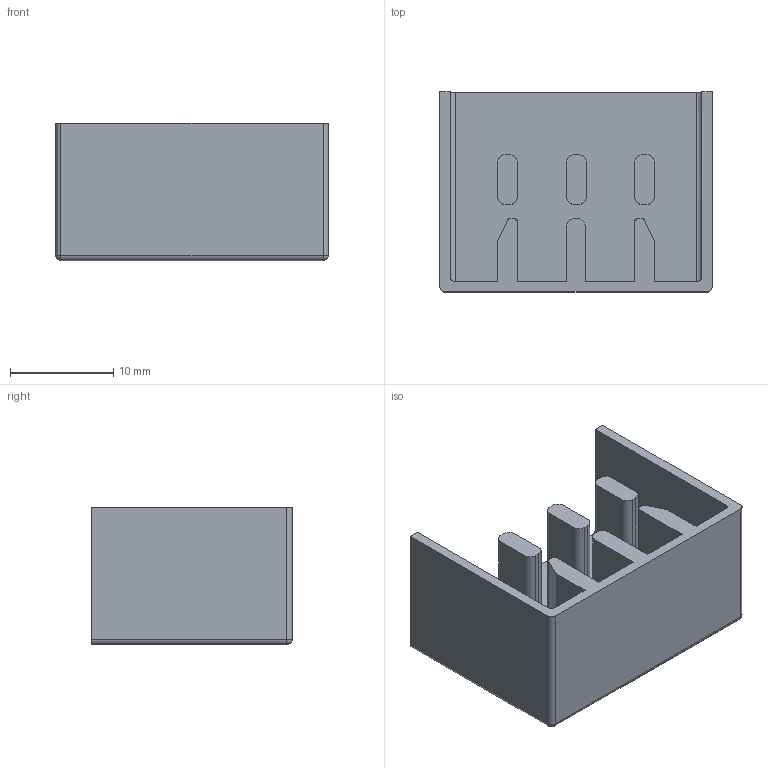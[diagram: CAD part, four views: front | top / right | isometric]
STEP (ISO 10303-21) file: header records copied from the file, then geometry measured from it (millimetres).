
FILE_DESCRIPTION (( 'STEP AP203' ), '1' );
FILE_NAME ('3057.STEP', '2020-08-20T06:10:10', ( '' ), ( '' ), 'SwSTEP 2.0', 'SolidWorks 2011', '' );
FILE_SCHEMA (( 'CONFIG_CONTROL_DESIGN' ));
Length unit declared in the file: millimetre
Products named in the file (1): 3057
Bounding box: 26.4 x 19.4 x 13.3 mm (x, y, z)
Volume: 1996.3 mm3; surface area: 3528.5 mm2
Topology: 1 solids, 1 shells, 70 faces, 189 edges, 122 vertices
Faces by surface type: plane 39, cylinder 29, sphere 2
Entity records: 2258 total; most frequent: CARTESIAN_POINT 386, DIRECTION 381, ORIENTED_EDGE 374, EDGE_CURVE 187, VECTOR 131, LINE 131, AXIS2_PLACEMENT_3D 125, VERTEX_POINT 122
